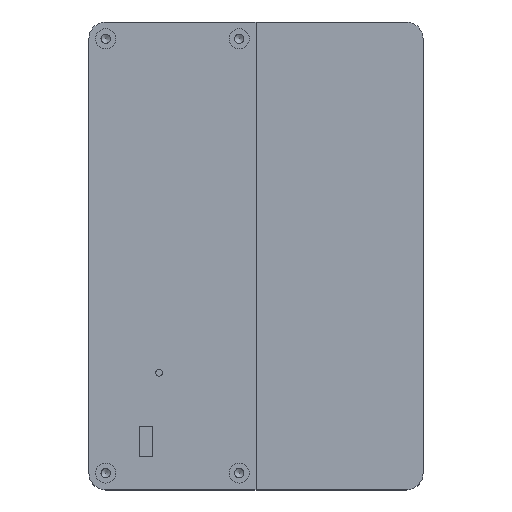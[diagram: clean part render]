
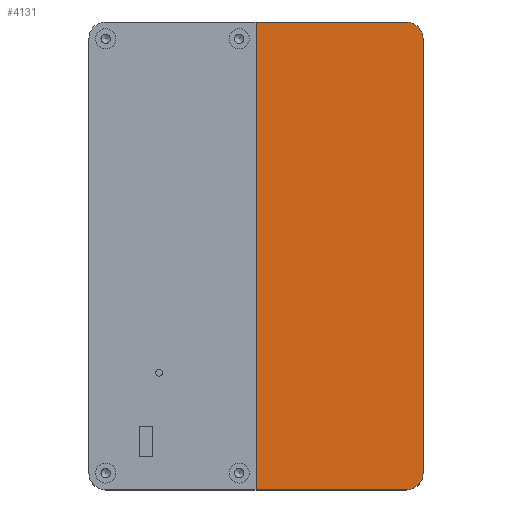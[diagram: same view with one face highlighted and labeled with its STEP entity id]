
A CAD part, top view. The second image highlights one B-rep face of the part: STEP entity #4131.
In plain terms, the highlighted planar face has unit normal (0, 0, 1).
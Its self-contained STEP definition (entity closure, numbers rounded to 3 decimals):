
#382=PLANE('',#4330);
#592=FACE_OUTER_BOUND('',#838,.T.);
#838=EDGE_LOOP('',(#3757,#3758,#3759,#3760,#3761,#3762));
#1220=LINE('',#7230,#1618);
#1222=LINE('',#7234,#1620);
#1223=LINE('',#7238,#1621);
#1224=LINE('',#7241,#1622);
#1618=VECTOR('',#5027,10.);
#1620=VECTOR('',#5031,10.);
#1621=VECTOR('',#5034,10.);
#1622=VECTOR('',#5037,10.);
#1710=CIRCLE('',#4331,5.);
#1711=CIRCLE('',#4332,5.);
#2084=VERTEX_POINT('',#7227);
#2085=VERTEX_POINT('',#7229);
#2086=VERTEX_POINT('',#7233);
#2087=VERTEX_POINT('',#7235);
#2088=VERTEX_POINT('',#7237);
#2089=VERTEX_POINT('',#7239);
#2654=EDGE_CURVE('',#2085,#2084,#1220,.T.);
#2656=EDGE_CURVE('',#2084,#2086,#1222,.T.);
#2657=EDGE_CURVE('',#2086,#2087,#1710,.T.);
#2658=EDGE_CURVE('',#2087,#2088,#1223,.T.);
#2659=EDGE_CURVE('',#2088,#2089,#1711,.T.);
#2660=EDGE_CURVE('',#2089,#2085,#1224,.T.);
#3757=ORIENTED_EDGE('',*,*,#2654,.T.);
#3758=ORIENTED_EDGE('',*,*,#2656,.T.);
#3759=ORIENTED_EDGE('',*,*,#2657,.T.);
#3760=ORIENTED_EDGE('',*,*,#2658,.T.);
#3761=ORIENTED_EDGE('',*,*,#2659,.T.);
#3762=ORIENTED_EDGE('',*,*,#2660,.T.);
#4131=ADVANCED_FACE('',(#592),#382,.T.);
#4330=AXIS2_PLACEMENT_3D('',#7232,#5029,#5030);
#4331=AXIS2_PLACEMENT_3D('',#7236,#5032,#5033);
#4332=AXIS2_PLACEMENT_3D('',#7240,#5035,#5036);
#5027=DIRECTION('',(0.,-1.,0.));
#5029=DIRECTION('center_axis',(0.,0.,1.));
#5030=DIRECTION('ref_axis',(-1.,0.,0.));
#5031=DIRECTION('',(1.,0.,0.));
#5032=DIRECTION('center_axis',(0.,0.,1.));
#5033=DIRECTION('ref_axis',(0.,-1.,0.));
#5034=DIRECTION('',(0.,1.,0.));
#5035=DIRECTION('center_axis',(0.,0.,1.));
#5036=DIRECTION('ref_axis',(1.,0.,0.));
#5037=DIRECTION('',(-1.,0.,0.));
#7227=CARTESIAN_POINT('',(50.,0.,35.));
#7229=CARTESIAN_POINT('',(50.,140.,35.));
#7230=CARTESIAN_POINT('',(50.,140.,35.));
#7232=CARTESIAN_POINT('Origin',(75.,70.,35.));
#7233=CARTESIAN_POINT('',(95.,0.,35.));
#7234=CARTESIAN_POINT('',(5.,0.,35.));
#7235=CARTESIAN_POINT('',(100.,5.,35.));
#7236=CARTESIAN_POINT('Origin',(95.,5.,35.));
#7237=CARTESIAN_POINT('',(100.,135.,35.));
#7238=CARTESIAN_POINT('',(100.,5.,35.));
#7239=CARTESIAN_POINT('',(95.,140.,35.));
#7240=CARTESIAN_POINT('Origin',(95.,135.,35.));
#7241=CARTESIAN_POINT('',(95.,140.,35.));
